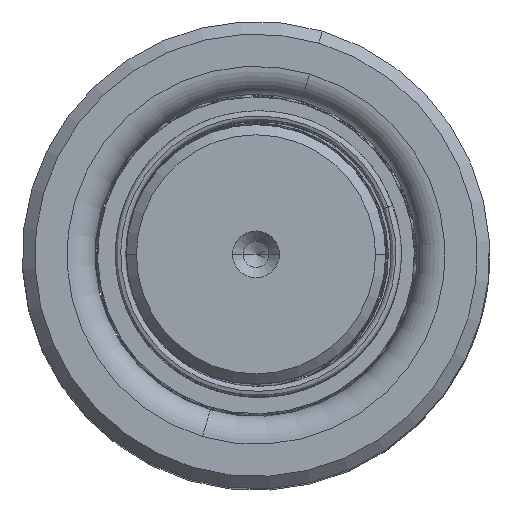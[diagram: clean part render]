
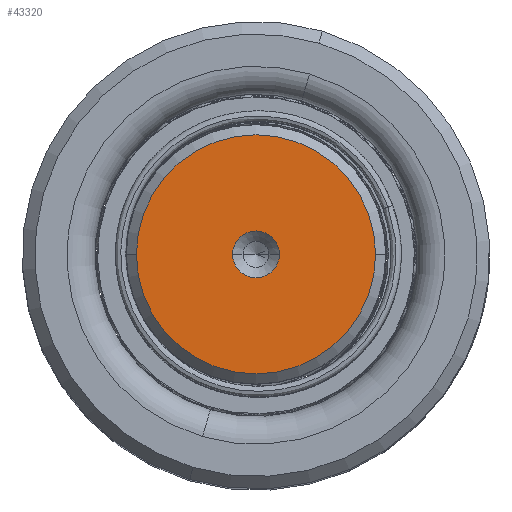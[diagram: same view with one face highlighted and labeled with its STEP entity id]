
A CAD part, top view. The second image highlights one B-rep face of the part: STEP entity #43320.
In plain terms, the highlighted planar face has unit normal (0, 0, 1).
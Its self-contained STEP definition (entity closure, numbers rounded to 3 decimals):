
#824 = VERTEX_POINT ( 'NONE', #31126 ) ;
#1557 = EDGE_CURVE ( 'NONE', #26997, #28339, #6630, .T. ) ;
#3817 = AXIS2_PLACEMENT_3D ( 'NONE', #53771, #44850, #53028 ) ;
#5659 = AXIS2_PLACEMENT_3D ( 'NONE', #45361, #19957, #50007 ) ;
#6630 = CIRCLE ( 'NONE', #19088, 11.509 ) ;
#7382 = CIRCLE ( 'NONE', #38800, 2.25 ) ;
#9749 = CARTESIAN_POINT ( 'NONE',  ( 2.25, 0., 130. ) ) ;
#11896 = DIRECTION ( 'NONE',  ( 0., 0., 1. ) ) ;
#12542 = EDGE_CURVE ( 'NONE', #43657, #824, #19291, .T. ) ;
#12804 = EDGE_LOOP ( 'NONE', ( #29917, #45719 ) ) ;
#13462 = CARTESIAN_POINT ( 'NONE',  ( 11.509, 0., 130. ) ) ;
#19088 = AXIS2_PLACEMENT_3D ( 'NONE', #22174, #22519, #22344 ) ;
#19291 = CIRCLE ( 'NONE', #50554, 2.25 ) ;
#19526 = EDGE_LOOP ( 'NONE', ( #22459, #19992 ) ) ;
#19957 = DIRECTION ( 'NONE',  ( 0., 0., 1. ) ) ;
#19983 = CARTESIAN_POINT ( 'NONE',  ( 0., 0., 130. ) ) ;
#19992 = ORIENTED_EDGE ( 'NONE', *, *, #51287, .T. ) ;
#22174 = CARTESIAN_POINT ( 'NONE',  ( 0., 0., 130. ) ) ;
#22344 = DIRECTION ( 'NONE',  ( 1., 0., 0. ) ) ;
#22459 = ORIENTED_EDGE ( 'NONE', *, *, #1557, .T. ) ;
#22519 = DIRECTION ( 'NONE',  ( 0., 0., 1. ) ) ;
#22758 = CIRCLE ( 'NONE', #5659, 11.509 ) ;
#26997 = VERTEX_POINT ( 'NONE', #32408 ) ;
#28339 = VERTEX_POINT ( 'NONE', #13462 ) ;
#28800 = DIRECTION ( 'NONE',  ( 1., 0., 0. ) ) ;
#28985 = CARTESIAN_POINT ( 'NONE',  ( 0., 0., 130. ) ) ;
#29917 = ORIENTED_EDGE ( 'NONE', *, *, #12542, .F. ) ;
#31126 = CARTESIAN_POINT ( 'NONE',  ( -2.25, 0., 130. ) ) ;
#32408 = CARTESIAN_POINT ( 'NONE',  ( -11.509, 0., 130. ) ) ;
#33539 = DIRECTION ( 'NONE',  ( 1., 0., 0. ) ) ;
#35062 = PLANE ( 'NONE',  #3817 ) ;
#35955 = FACE_OUTER_BOUND ( 'NONE', #19526, .T. ) ;
#38800 = AXIS2_PLACEMENT_3D ( 'NONE', #19983, #50399, #33539 ) ;
#40584 = FACE_BOUND ( 'NONE', #12804, .T. ) ;
#43320 = ADVANCED_FACE ( 'NONE', ( #40584, #35955 ), #35062, .T. ) ;
#43657 = VERTEX_POINT ( 'NONE', #9749 ) ;
#44850 = DIRECTION ( 'NONE',  ( 0., 0., 1. ) ) ;
#45361 = CARTESIAN_POINT ( 'NONE',  ( 0., 0., 130. ) ) ;
#45719 = ORIENTED_EDGE ( 'NONE', *, *, #53071, .F. ) ;
#50007 = DIRECTION ( 'NONE',  ( 1., 0., 0. ) ) ;
#50399 = DIRECTION ( 'NONE',  ( 0., 0., 1. ) ) ;
#50554 = AXIS2_PLACEMENT_3D ( 'NONE', #28985, #11896, #28800 ) ;
#51287 = EDGE_CURVE ( 'NONE', #28339, #26997, #22758, .T. ) ;
#53028 = DIRECTION ( 'NONE',  ( 1., 0., 0. ) ) ;
#53071 = EDGE_CURVE ( 'NONE', #824, #43657, #7382, .T. ) ;
#53771 = CARTESIAN_POINT ( 'NONE',  ( 0., 0., 130. ) ) ;
